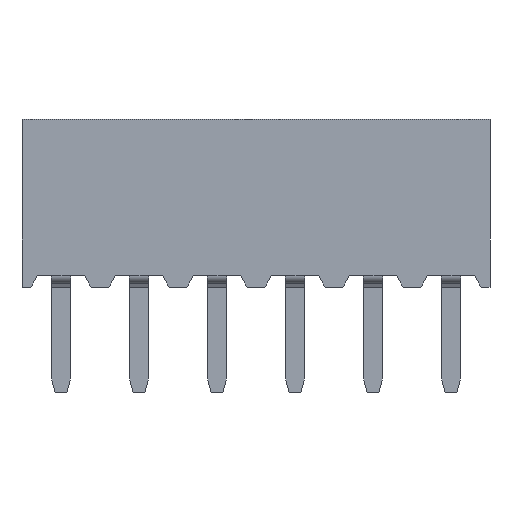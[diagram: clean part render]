
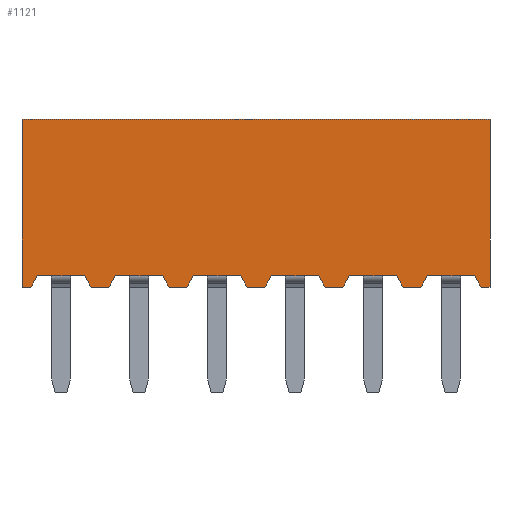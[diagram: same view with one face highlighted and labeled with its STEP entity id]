
A CAD part, front view. The second image highlights one B-rep face of the part: STEP entity #1121.
In plain terms, the highlighted planar face has unit normal (0, -1, 0).
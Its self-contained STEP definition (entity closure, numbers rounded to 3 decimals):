
#1121=ADVANCED_FACE('',(#5469),#5471,.T.);
#5469=FACE_BOUND('',#5470,.T.);
#5470=EDGE_LOOP('',(#8745,#8746,#8747,#8748,#8749,#8750,#8751,#8752,#8753,#8754,
#8755,#8756,#8757,#8758,#8759,#8760,#8761,#8762,#8763,#8764,#8765,#8766,#8767,#8768,
#8769,#8770,#8771,#8772));
#5471=PLANE('',#5472);
#5472=AXIS2_PLACEMENT_3D('',#5473,#5474,#5475);
#5473=CARTESIAN_POINT('',(-1.,-1.2,0.));
#5474=DIRECTION('',(0.,-1.,0.));
#5475=DIRECTION('',(1.,0.,0.));
#8745=ORIENTED_EDGE('',*,*,#10927,.F.);
#8746=ORIENTED_EDGE('',*,*,#11032,.T.);
#8747=ORIENTED_EDGE('',*,*,#11036,.T.);
#8748=ORIENTED_EDGE('',*,*,#11122,.F.);
#8749=ORIENTED_EDGE('',*,*,#11041,.F.);
#8750=ORIENTED_EDGE('',*,*,#11046,.T.);
#8751=ORIENTED_EDGE('',*,*,#11048,.F.);
#8752=ORIENTED_EDGE('',*,*,#10907,.T.);
#8753=ORIENTED_EDGE('',*,*,#11050,.F.);
#8754=ORIENTED_EDGE('',*,*,#11024,.T.);
#8755=ORIENTED_EDGE('',*,*,#10995,.F.);
#8756=ORIENTED_EDGE('',*,*,#10869,.T.);
#8757=ORIENTED_EDGE('',*,*,#10999,.F.);
#8758=ORIENTED_EDGE('',*,*,#11027,.T.);
#8759=ORIENTED_EDGE('',*,*,#10979,.F.);
#8760=ORIENTED_EDGE('',*,*,#10873,.T.);
#8761=ORIENTED_EDGE('',*,*,#10983,.F.);
#8762=ORIENTED_EDGE('',*,*,#11029,.T.);
#8763=ORIENTED_EDGE('',*,*,#10959,.F.);
#8764=ORIENTED_EDGE('',*,*,#10877,.T.);
#8765=ORIENTED_EDGE('',*,*,#10967,.F.);
#8766=ORIENTED_EDGE('',*,*,#11054,.T.);
#8767=ORIENTED_EDGE('',*,*,#10943,.F.);
#8768=ORIENTED_EDGE('',*,*,#10909,.T.);
#8769=ORIENTED_EDGE('',*,*,#10947,.F.);
#8770=ORIENTED_EDGE('',*,*,#11056,.T.);
#8771=ORIENTED_EDGE('',*,*,#10931,.F.);
#8772=ORIENTED_EDGE('',*,*,#10883,.T.);
#10869=EDGE_CURVE('',#12183,#12184,#12185,.T.);
#10873=EDGE_CURVE('',#12191,#12192,#12193,.T.);
#10877=EDGE_CURVE('',#12199,#12200,#12201,.T.);
#10883=EDGE_CURVE('',#12212,#12210,#12213,.T.);
#10907=EDGE_CURVE('',#12260,#12258,#12261,.T.);
#10909=EDGE_CURVE('',#12263,#12264,#12265,.T.);
#10927=EDGE_CURVE('',#12298,#12300,#12301,.F.);
#10931=EDGE_CURVE('',#12306,#12308,#12309,.F.);
#10943=EDGE_CURVE('',#12330,#12332,#12333,.F.);
#10947=EDGE_CURVE('',#12338,#12340,#12341,.F.);
#10959=EDGE_CURVE('',#12362,#12364,#12365,.F.);
#10967=EDGE_CURVE('',#12378,#12380,#12381,.F.);
#10979=EDGE_CURVE('',#12402,#12404,#12405,.F.);
#10983=EDGE_CURVE('',#12410,#12412,#12413,.F.);
#10995=EDGE_CURVE('',#12434,#12436,#12437,.F.);
#10999=EDGE_CURVE('',#12442,#12444,#12445,.F.);
#11024=EDGE_CURVE('',#12487,#12436,#12488,.T.);
#11027=EDGE_CURVE('',#12442,#12404,#12491,.T.);
#11029=EDGE_CURVE('',#12410,#12364,#12493,.T.);
#11032=EDGE_CURVE('',#12298,#12496,#12498,.T.);
#11036=EDGE_CURVE('',#12496,#12502,#12504,.T.);
#11041=EDGE_CURVE('',#12509,#12511,#12512,.T.);
#11046=EDGE_CURVE('',#12509,#12518,#12520,.T.);
#11048=EDGE_CURVE('',#12454,#12518,#12522,.F.);
#11050=EDGE_CURVE('',#12487,#12456,#12524,.F.);
#11054=EDGE_CURVE('',#12378,#12332,#12528,.T.);
#11056=EDGE_CURVE('',#12338,#12308,#12530,.T.);
#11122=EDGE_CURVE('',#12511,#12502,#12620,.T.);
#12183=VERTEX_POINT('',#14365);
#12184=VERTEX_POINT('',#14366);
#12185=LINE('',#14367,#14368);
#12191=VERTEX_POINT('',#14381);
#12192=VERTEX_POINT('',#14382);
#12193=LINE('',#14383,#14384);
#12199=VERTEX_POINT('',#14397);
#12200=VERTEX_POINT('',#14398);
#12201=LINE('',#14399,#14400);
#12210=VERTEX_POINT('',#14418);
#12212=VERTEX_POINT('',#14422);
#12213=LINE('',#14423,#14424);
#12258=VERTEX_POINT('',#14514);
#12260=VERTEX_POINT('',#14518);
#12261=LINE('',#14519,#14520);
#12263=VERTEX_POINT('',#14525);
#12264=VERTEX_POINT('',#14526);
#12265=LINE('',#14527,#14528);
#12298=VERTEX_POINT('',#14594);
#12300=VERTEX_POINT('',#14598);
#12301=LINE('',#14599,#14600);
#12306=VERTEX_POINT('',#14610);
#12308=VERTEX_POINT('',#14614);
#12309=LINE('',#14615,#14616);
#12330=VERTEX_POINT('',#14658);
#12332=VERTEX_POINT('',#14662);
#12333=LINE('',#14663,#14664);
#12338=VERTEX_POINT('',#14674);
#12340=VERTEX_POINT('',#14678);
#12341=LINE('',#14679,#14680);
#12362=VERTEX_POINT('',#14722);
#12364=VERTEX_POINT('',#14726);
#12365=LINE('',#14727,#14728);
#12378=VERTEX_POINT('',#14754);
#12380=VERTEX_POINT('',#14758);
#12381=LINE('',#14759,#14760);
#12402=VERTEX_POINT('',#14802);
#12404=VERTEX_POINT('',#14806);
#12405=LINE('',#14807,#14808);
#12410=VERTEX_POINT('',#14818);
#12412=VERTEX_POINT('',#14822);
#12413=LINE('',#14823,#14824);
#12434=VERTEX_POINT('',#14866);
#12436=VERTEX_POINT('',#14870);
#12437=LINE('',#14871,#14872);
#12442=VERTEX_POINT('',#14882);
#12444=VERTEX_POINT('',#14886);
#12445=LINE('',#14887,#14888);
#12454=VERTEX_POINT('',#14904);
#12456=VERTEX_POINT('',#14908);
#12487=VERTEX_POINT('',#14979);
#12488=LINE('',#14980,#14981);
#12491=LINE('',#14989,#14990);
#12493=LINE('',#14995,#14996);
#12496=VERTEX_POINT('',#15002);
#12498=LINE('',#15006,#15007);
#12502=VERTEX_POINT('',#15016);
#12504=LINE('',#15020,#15021);
#12509=VERTEX_POINT('',#15033);
#12511=VERTEX_POINT('',#15037);
#12512=LINE('',#15038,#15039);
#12518=VERTEX_POINT('',#15052);
#12520=LINE('',#15056,#15057);
#12522=LINE('',#15062,#15063);
#12524=LINE('',#15068,#15069);
#12528=LINE('',#15080,#15081);
#12530=LINE('',#15086,#15087);
#12620=LINE('',#15308,#15309);
#14365=CARTESIAN_POINT('',(1.4,-1.2,0.3));
#14366=CARTESIAN_POINT('',(2.6,-1.2,0.3));
#14367=CARTESIAN_POINT('',(1.4,-1.2,0.3));
#14368=VECTOR('',#14369,1.);
#14369=DIRECTION('',(1.,0.,0.));
#14381=CARTESIAN_POINT('',(3.4,-1.2,0.3));
#14382=CARTESIAN_POINT('',(4.6,-1.2,0.3));
#14383=CARTESIAN_POINT('',(3.4,-1.2,0.3));
#14384=VECTOR('',#14385,1.);
#14385=DIRECTION('',(1.,0.,0.));
#14397=CARTESIAN_POINT('',(5.4,-1.2,0.3));
#14398=CARTESIAN_POINT('',(6.6,-1.2,0.3));
#14399=CARTESIAN_POINT('',(5.4,-1.2,0.3));
#14400=VECTOR('',#14401,1.);
#14401=DIRECTION('',(1.,0.,0.));
#14418=CARTESIAN_POINT('',(10.6,-1.2,0.3));
#14422=CARTESIAN_POINT('',(9.4,-1.2,0.3));
#14423=CARTESIAN_POINT('',(9.4,-1.2,0.3));
#14424=VECTOR('',#14425,1.);
#14425=DIRECTION('',(1.,0.,0.));
#14514=CARTESIAN_POINT('',(0.6,-1.2,0.3));
#14518=CARTESIAN_POINT('',(-0.6,-1.2,0.3));
#14519=CARTESIAN_POINT('',(-0.6,-1.2,0.3));
#14520=VECTOR('',#14521,1.);
#14521=DIRECTION('',(1.,0.,0.));
#14525=CARTESIAN_POINT('',(7.4,-1.2,0.3));
#14526=CARTESIAN_POINT('',(8.6,-1.2,0.3));
#14527=CARTESIAN_POINT('',(7.4,-1.2,0.3));
#14528=VECTOR('',#14529,1.);
#14529=DIRECTION('',(1.,0.,0.));
#14594=CARTESIAN_POINT('',(10.773,-1.2,0.));
#14598=CARTESIAN_POINT('',(10.6,-1.2,0.3));
#14599=CARTESIAN_POINT('',(10.6,-1.2,0.3));
#14600=VECTOR('',#14601,1.);
#14601=DIRECTION('',(0.5,0.,-0.866));
#14610=CARTESIAN_POINT('',(9.4,-1.2,0.3));
#14614=CARTESIAN_POINT('',(9.227,-1.2,0.));
#14615=CARTESIAN_POINT('',(9.227,-1.2,0.));
#14616=VECTOR('',#14617,1.);
#14617=DIRECTION('',(0.5,0.,0.866));
#14658=CARTESIAN_POINT('',(7.4,-1.2,0.3));
#14662=CARTESIAN_POINT('',(7.227,-1.2,0.));
#14663=CARTESIAN_POINT('',(7.227,-1.2,0.));
#14664=VECTOR('',#14665,1.);
#14665=DIRECTION('',(0.5,0.,0.866));
#14674=CARTESIAN_POINT('',(8.773,-1.2,0.));
#14678=CARTESIAN_POINT('',(8.6,-1.2,0.3));
#14679=CARTESIAN_POINT('',(8.6,-1.2,0.3));
#14680=VECTOR('',#14681,1.);
#14681=DIRECTION('',(0.5,0.,-0.866));
#14722=CARTESIAN_POINT('',(5.4,-1.2,0.3));
#14726=CARTESIAN_POINT('',(5.227,-1.2,0.));
#14727=CARTESIAN_POINT('',(5.227,-1.2,0.));
#14728=VECTOR('',#14729,1.);
#14729=DIRECTION('',(0.5,0.,0.866));
#14754=CARTESIAN_POINT('',(6.773,-1.2,0.));
#14758=CARTESIAN_POINT('',(6.6,-1.2,0.3));
#14759=CARTESIAN_POINT('',(6.6,-1.2,0.3));
#14760=VECTOR('',#14761,1.);
#14761=DIRECTION('',(0.5,0.,-0.866));
#14802=CARTESIAN_POINT('',(3.4,-1.2,0.3));
#14806=CARTESIAN_POINT('',(3.227,-1.2,0.));
#14807=CARTESIAN_POINT('',(3.227,-1.2,0.));
#14808=VECTOR('',#14809,1.);
#14809=DIRECTION('',(0.5,0.,0.866));
#14818=CARTESIAN_POINT('',(4.773,-1.2,0.));
#14822=CARTESIAN_POINT('',(4.6,-1.2,0.3));
#14823=CARTESIAN_POINT('',(4.6,-1.2,0.3));
#14824=VECTOR('',#14825,1.);
#14825=DIRECTION('',(0.5,0.,-0.866));
#14866=CARTESIAN_POINT('',(1.4,-1.2,0.3));
#14870=CARTESIAN_POINT('',(1.227,-1.2,0.));
#14871=CARTESIAN_POINT('',(1.227,-1.2,0.));
#14872=VECTOR('',#14873,1.);
#14873=DIRECTION('',(0.5,0.,0.866));
#14882=CARTESIAN_POINT('',(2.773,-1.2,0.));
#14886=CARTESIAN_POINT('',(2.6,-1.2,0.3));
#14887=CARTESIAN_POINT('',(2.6,-1.2,0.3));
#14888=VECTOR('',#14889,1.);
#14889=DIRECTION('',(0.5,0.,-0.866));
#14904=CARTESIAN_POINT('',(-0.6,-1.2,0.3));
#14908=CARTESIAN_POINT('',(0.6,-1.2,0.3));
#14979=CARTESIAN_POINT('',(0.773,-1.2,0.));
#14980=CARTESIAN_POINT('',(0.773,-1.2,0.));
#14981=VECTOR('',#14982,1.);
#14982=DIRECTION('',(1.,0.,0.));
#14989=CARTESIAN_POINT('',(2.773,-1.2,0.));
#14990=VECTOR('',#14991,1.);
#14991=DIRECTION('',(1.,0.,0.));
#14995=CARTESIAN_POINT('',(4.773,-1.2,0.));
#14996=VECTOR('',#14997,1.);
#14997=DIRECTION('',(1.,0.,0.));
#15002=CARTESIAN_POINT('',(11.,-1.2,0.));
#15006=CARTESIAN_POINT('',(10.773,-1.2,0.));
#15007=VECTOR('',#15008,1.);
#15008=DIRECTION('',(1.,0.,0.));
#15016=CARTESIAN_POINT('',(11.,-1.2,4.3));
#15020=CARTESIAN_POINT('',(11.,-1.2,0.));
#15021=VECTOR('',#15022,1.);
#15022=DIRECTION('',(0.,0.,1.));
#15033=CARTESIAN_POINT('',(-1.,-1.2,0.));
#15037=CARTESIAN_POINT('',(-1.,-1.2,4.3));
#15038=CARTESIAN_POINT('',(-1.,-1.2,0.));
#15039=VECTOR('',#15040,1.);
#15040=DIRECTION('',(0.,0.,1.));
#15052=CARTESIAN_POINT('',(-0.773,-1.2,0.));
#15056=CARTESIAN_POINT('',(-1.,-1.2,0.));
#15057=VECTOR('',#15058,1.);
#15058=DIRECTION('',(1.,0.,0.));
#15062=CARTESIAN_POINT('',(-0.773,-1.2,0.));
#15063=VECTOR('',#15064,1.);
#15064=DIRECTION('',(0.5,0.,0.866));
#15068=CARTESIAN_POINT('',(0.6,-1.2,0.3));
#15069=VECTOR('',#15070,1.);
#15070=DIRECTION('',(0.5,0.,-0.866));
#15080=CARTESIAN_POINT('',(6.773,-1.2,0.));
#15081=VECTOR('',#15082,1.);
#15082=DIRECTION('',(1.,0.,0.));
#15086=CARTESIAN_POINT('',(8.773,-1.2,0.));
#15087=VECTOR('',#15088,1.);
#15088=DIRECTION('',(1.,0.,0.));
#15308=CARTESIAN_POINT('',(-1.,-1.2,4.3));
#15309=VECTOR('',#15310,1.);
#15310=DIRECTION('',(1.,0.,0.));
